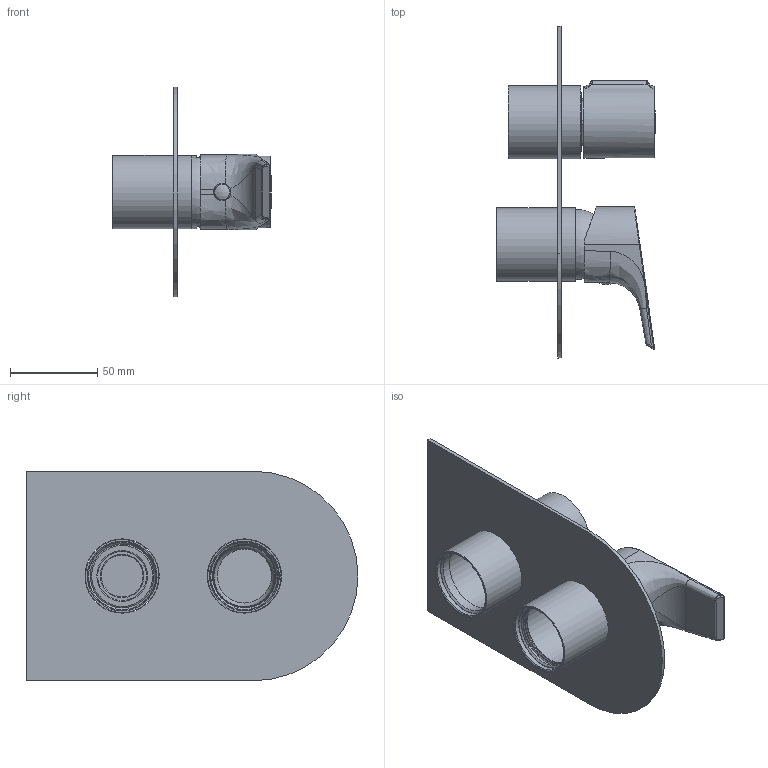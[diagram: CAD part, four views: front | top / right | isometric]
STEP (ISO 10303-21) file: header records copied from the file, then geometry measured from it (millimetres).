
FILE_DESCRIPTION (( 'STEP AP203' ), '1' );
FILE_NAME ('21CP02420.STEP', '2021-03-22T08:48:54', ( '' ), ( '' ), 'SwSTEP 2.0', 'SolidWorks 2018', '' );
FILE_SCHEMA (( 'CONFIG_CONTROL_DESIGN' ));
Length unit declared in the file: millimetre
Products named in the file (1): 21CP02420
Bounding box: 90.75 x 190 x 120 mm (x, y, z)
Volume: 100232.2 mm3; surface area: 98265.7 mm2
Topology: 9 solids, 9 shells, 201 faces, 459 edges, 292 vertices
Faces by surface type: plane 68, cylinder 58, cone 34, bspline 30, torus 6, sphere 5
Full cylindrical faces by diameter (mm): 6.8 x1, 9.5 x1, 10 x1, 24 x1, 25.6 x1, 28 x1, 28.6 x1, 31 x2, 31.6 x1, 32 x1, 34.5 x1, 35.8 x2, 36.5 x1, 36.9 x1, 37 x1, 39 x4, 41 x1, 42 x2, 42.5 x2
Entity records: 9079 total; most frequent: CARTESIAN_POINT 5093, ORIENTED_EDGE 780, DIRECTION 731, EDGE_CURVE 390, AXIS2_PLACEMENT_3D 316, EDGE_LOOP 281, VERTEX_POINT 277, FACE_OUTER_BOUND 231
